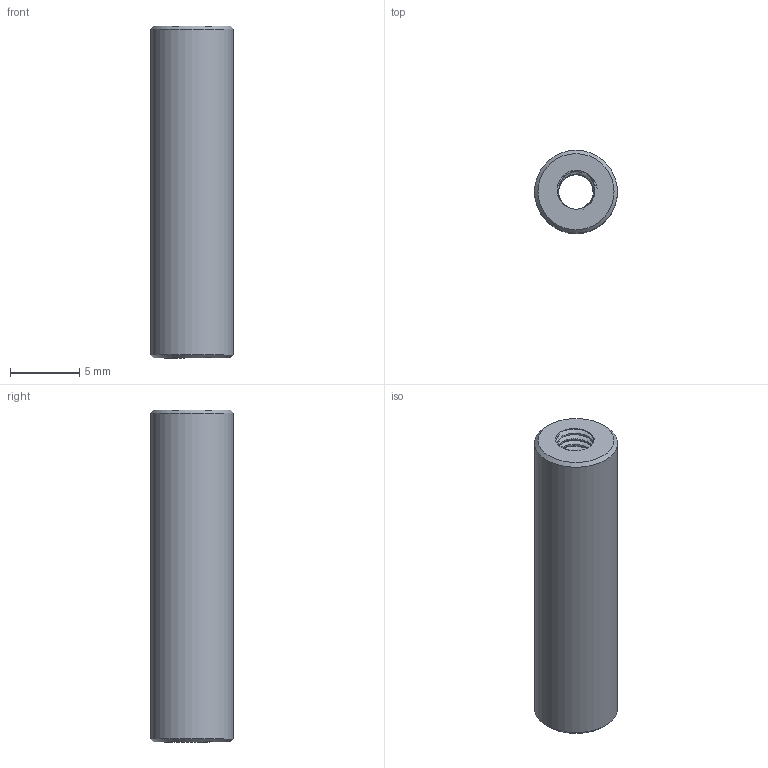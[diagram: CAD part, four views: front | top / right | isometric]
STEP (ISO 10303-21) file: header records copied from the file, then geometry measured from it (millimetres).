
FILE_DESCRIPTION(/* description */ (''),/* implementation_level */ '2;1');
FILE_NAME(/* name */ 'MS-SOFF-M3-FF-24L_v1.1.step',/* time_stamp */ '2019-10-31T00:47:47+01:00',/* author */ (''),/* organization */ (''),/* preprocessor_version */ 'ST-DEVELOPER v18',/* originating_system */ 'Autodesk Translation Framework v8.9.1.1155',/* authorisation */ '');
FILE_SCHEMA (('AUTOMOTIVE_DESIGN { 1 0 10303 214 3 1 1 }'));
Length unit declared in the file: millimetre
Products named in the file (1): MS-SOFF-M3-FF-24L_v1.1
Bounding box: 6 x 6 x 24 mm (x, y, z)
Volume: 568 mm3; surface area: 848 mm2
Topology: 1 solids, 1 shells, 112 faces, 292 edges, 182 vertices
Faces by surface type: cylinder 102, plane 4, bspline 4, cone 2
Full cylindrical faces by diameter (mm): 2.529 x49, 3.086 x46, 6 x1
Entity records: 8217 total; most frequent: CARTESIAN_POINT 5798, ORIENTED_EDGE 584, DIRECTION 348, EDGE_CURVE 292, VERTEX_POINT 182, B_SPLINE_CURVE_WITH_KNOTS 176, AXIS2_PLACEMENT_3D 123, EDGE_LOOP 114
